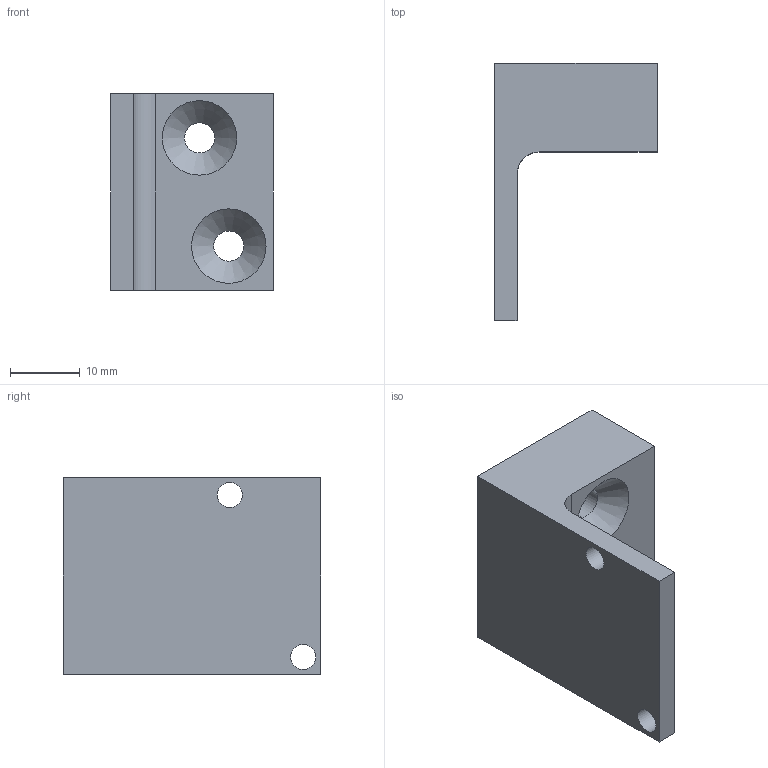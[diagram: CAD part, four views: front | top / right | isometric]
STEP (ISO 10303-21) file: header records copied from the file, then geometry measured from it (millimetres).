
FILE_DESCRIPTION(/* description */ (''),/* implementation_level */ '2;1');
FILE_NAME(/* name */ 'LimitSwitchTopV1.stp',/* time_stamp */ '2025-05-07T22:29:46-05:00',/* author */ ('dpseu'),/* organization */ (''),/* preprocessor_version */ 'ST-DEVELOPER v20',/* originating_system */ 'Autodesk Inventor 2025',/* authorisation */ '');
FILE_SCHEMA (('AUTOMOTIVE_DESIGN { 1 0 10303 214 3 1 1 }'));
Length unit declared in the file: inch
Products named in the file (1): Limit Switch Top V1
Bounding box: 23.25 x 36.83 x 28.19 mm (x, y, z)
Volume: 9904 mm3; surface area: 4390 mm2
Topology: 1 solids, 1 shells, 15 faces, 39 edges, 26 vertices
Faces by surface type: plane 8, cylinder 5, cone 2
Full cylindrical faces by diameter (mm): 3.6 x2, 4.318 x2
Entity records: 528 total; most frequent: DIRECTION 85, CARTESIAN_POINT 81, ORIENTED_EDGE 78, EDGE_CURVE 39, AXIS2_PLACEMENT_3D 30, VERTEX_POINT 26, LINE 25, VECTOR 25
